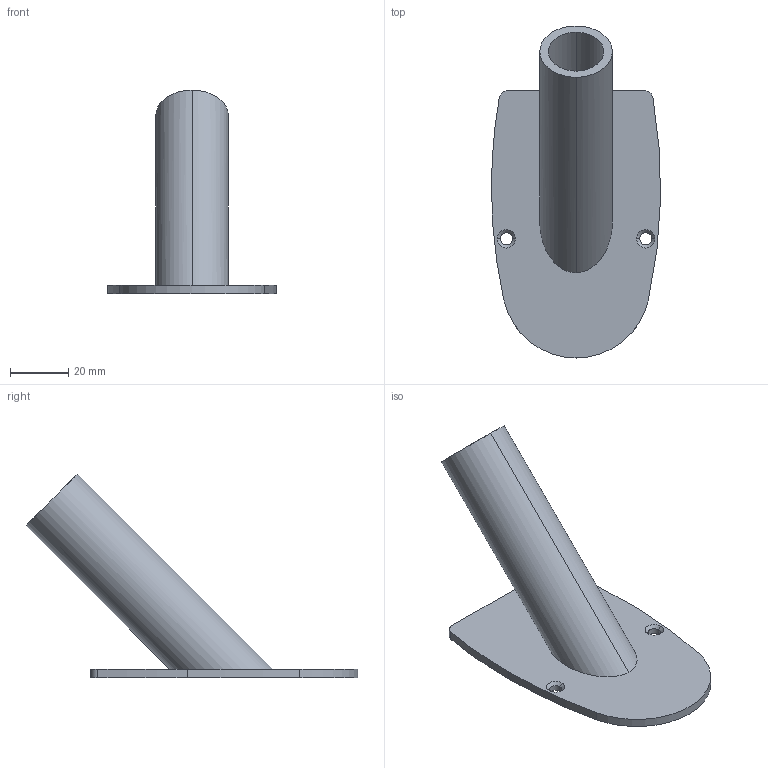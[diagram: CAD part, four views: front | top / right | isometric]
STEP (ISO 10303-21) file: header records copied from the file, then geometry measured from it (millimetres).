
FILE_DESCRIPTION (( 'STEP AP214' ), '1' );
FILE_NAME ('7595-7401-90-05.STEP', '2016-11-07T09:38:10', ( '' ), ( '' ), 'SwSTEP 2.0', 'SolidWorks 2014', '' );
FILE_SCHEMA (( 'AUTOMOTIVE_DESIGN' ));
Length unit declared in the file: millimetre
Products named in the file (1): 7595-7401-90-05
Bounding box: 58.19 x 114.18 x 70.18 mm (x, y, z)
Volume: 29615.7 mm3; surface area: 21371.6 mm2
Topology: 2 solids, 2 shells, 25 faces, 59 edges, 38 vertices
Faces by surface type: cylinder 14, plane 5, cone 4, bspline 2
Entity records: 1069 total; most frequent: CARTESIAN_POINT 161, DIRECTION 127, ORIENTED_EDGE 118, EDGE_CURVE 59, AXIS2_PLACEMENT_3D 52, VERTEX_POINT 38, EDGE_LOOP 33, UNCERTAINTY_MEASURE_WITH_UNIT 29
